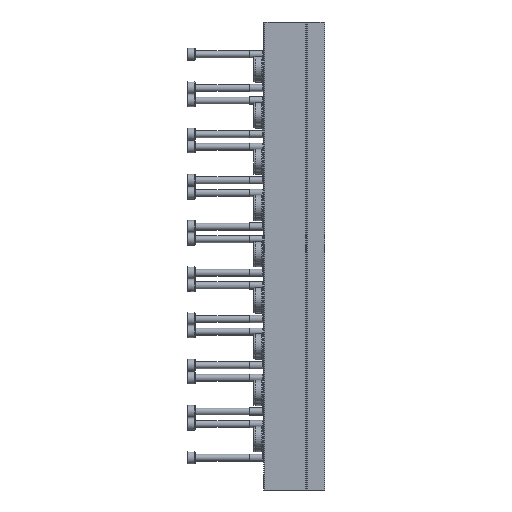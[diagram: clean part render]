
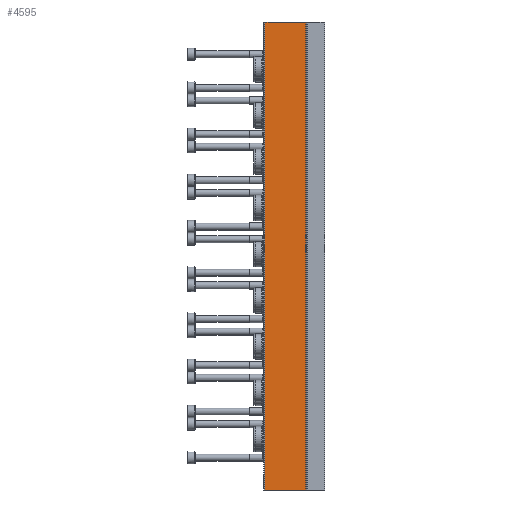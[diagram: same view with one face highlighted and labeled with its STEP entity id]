
A CAD part, left-side view. The second image highlights one B-rep face of the part: STEP entity #4595.
In plain terms, the highlighted planar face has unit normal (-1, 0, 0).
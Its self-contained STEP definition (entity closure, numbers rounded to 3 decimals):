
#243=PLANE('',#4949);
#356=LINE('',#7461,#636);
#357=LINE('',#7463,#637);
#358=LINE('',#7465,#638);
#359=LINE('',#7467,#639);
#636=VECTOR('',#5572,1000.);
#637=VECTOR('',#5575,1000.);
#638=VECTOR('',#5576,1000.);
#639=VECTOR('',#5577,1000.);
#1224=ORIENTED_EDGE('',*,*,#2410,.F.);
#1225=ORIENTED_EDGE('',*,*,#2409,.F.);
#1226=ORIENTED_EDGE('',*,*,#2411,.T.);
#1227=ORIENTED_EDGE('',*,*,#2412,.T.);
#2409=EDGE_CURVE('',#3002,#3000,#356,.T.);
#2410=EDGE_CURVE('',#3000,#3003,#357,.T.);
#2411=EDGE_CURVE('',#3002,#3004,#358,.T.);
#2412=EDGE_CURVE('',#3004,#3003,#359,.T.);
#3000=VERTEX_POINT('',#7456);
#3002=VERTEX_POINT('',#7460);
#3003=VERTEX_POINT('',#7464);
#3004=VERTEX_POINT('',#7466);
#3496=EDGE_LOOP('',(#1224,#1225,#1226,#1227));
#3990=FACE_BOUND('',#3496,.T.);
#4595=ADVANCED_FACE('',(#3990),#243,.T.);
#4949=AXIS2_PLACEMENT_3D('',#7462,#5573,#5574);
#5572=DIRECTION('',(0.,0.,1.));
#5573=DIRECTION('',(-1.,0.,0.));
#5574=DIRECTION('',(0.,0.,1.));
#5575=DIRECTION('',(0.,-1.,0.));
#5576=DIRECTION('',(0.,-1.,0.));
#5577=DIRECTION('',(0.,0.,1.));
#7456=CARTESIAN_POINT('',(-47.,41.5,0.));
#7460=CARTESIAN_POINT('',(-47.,41.5,-324.));
#7461=CARTESIAN_POINT('',(-47.,41.5,-324.));
#7462=CARTESIAN_POINT('',(-47.,41.5,-324.));
#7463=CARTESIAN_POINT('',(-47.,41.5,0.));
#7464=CARTESIAN_POINT('',(-47.,13.377,0.));
#7465=CARTESIAN_POINT('',(-47.,41.5,-324.));
#7466=CARTESIAN_POINT('',(-47.,13.377,-324.));
#7467=CARTESIAN_POINT('',(-47.,13.377,-324.));
